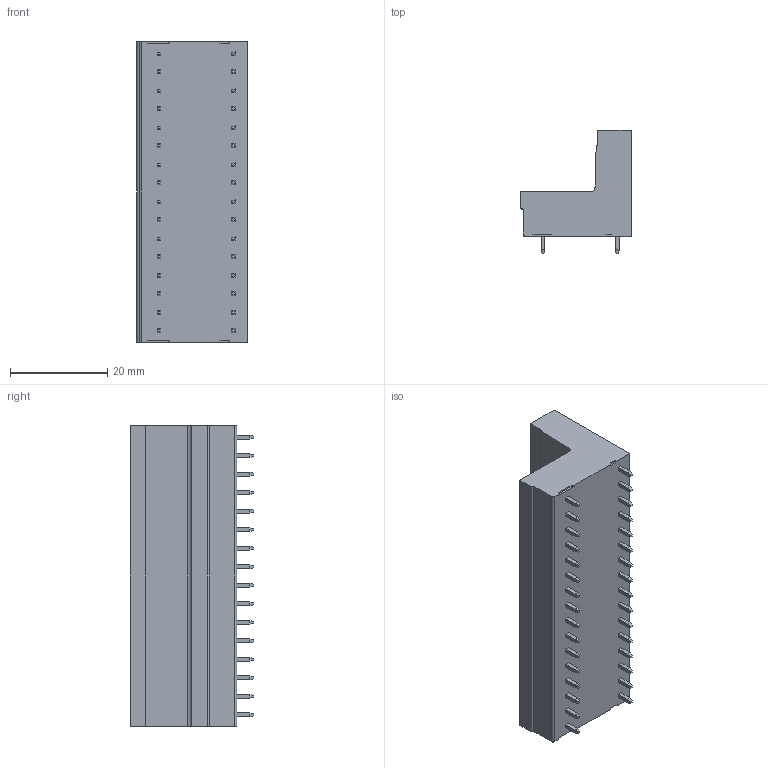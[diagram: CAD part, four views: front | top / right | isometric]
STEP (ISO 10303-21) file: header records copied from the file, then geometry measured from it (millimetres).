
FILE_DESCRIPTION((''),'2;1');
FILE_NAME('TLPHDC-105V-1','2024-09-19T16:11:56',('sheji109'),(''),'CREO PARAMETRIC BY PTC INC, 2018100','CREO PARAMETRIC BY PTC INC, 2018100','');
FILE_SCHEMA(('CONFIG_CONTROL_DESIGN'));
Products named in the file (1): TLPHDC-105V-1
Bounding box: 22.7 x 25.4 x 61.75 mm (x, y, z)
Volume: 14391.7 mm3; surface area: 14742 mm2
Topology: 1 solids, 16 shells, 2150 faces, 5545 edges, 3540 vertices
Faces by surface type: plane 1955, cylinder 147, cone 32, sphere 16
Entity records: 64111 total; most frequent: CARTESIAN_POINT 11759, ORIENTED_EDGE 11058, DIRECTION 10144, EDGE_CURVE 5529, VECTOR 4964, LINE 4964, VERTEX_POINT 3540, AXIS2_PLACEMENT_3D 2590
